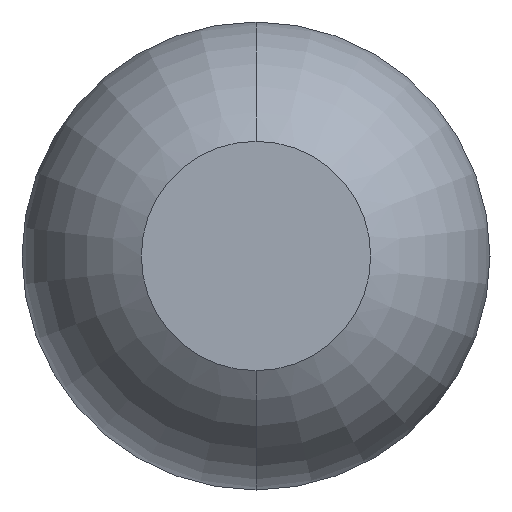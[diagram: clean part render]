
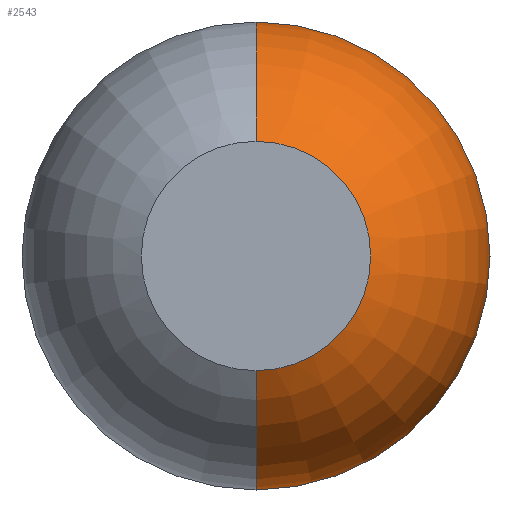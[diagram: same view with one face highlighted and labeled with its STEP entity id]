
A CAD part, front view. The second image highlights one B-rep face of the part: STEP entity #2543.
In plain terms, the highlighted toroidal (fillet/blend) face has major radius 0.01 mm and minor radius 0.5 mm.
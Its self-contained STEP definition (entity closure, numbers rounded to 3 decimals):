
#9 = CIRCLE ( 'NONE', #3565, 0.5 ) ;
#45 = DIRECTION ( 'NONE',  ( 0., -1., 0. ) ) ;
#81 = DIRECTION ( 'NONE',  ( 0., 1., 0. ) ) ;
#150 = AXIS2_PLACEMENT_3D ( 'NONE', #3569, #81, #1823 ) ;
#312 = EDGE_CURVE ( 'Defeature ausgef�hrt1_0+Defeature ausgef�hrt1_13+Defeature ausgef�hrt1_13+Defeature ausgef�hrt1_13', #3083, #1980, #2154, .T. ) ;
#341 = EDGE_CURVE ( 'NONE', #854, #3083, #9, .T. ) ;
#672 = AXIS2_PLACEMENT_3D ( 'NONE', #2493, #1341, #1327 ) ;
#681 = DIRECTION ( 'NONE',  ( 0., 0., -1. ) ) ;
#684 = DIRECTION ( 'NONE',  ( 1., 0., 0. ) ) ;
#713 = CARTESIAN_POINT ( 'NONE',  ( 0., -24.961, 0. ) ) ;
#784 = VERTEX_POINT ( 'NONE', #2895 ) ;
#854 = VERTEX_POINT ( 'NONE', #1802 ) ;
#1327 = DIRECTION ( 'NONE',  ( 0., 0., 1. ) ) ;
#1341 = DIRECTION ( 'NONE',  ( -1., 0., 0. ) ) ;
#1666 = TOROIDAL_SURFACE ( 'NONE', #3761, 0.01, 0.5 ) ;
#1725 = EDGE_CURVE ( 'NONE', #784, #1980, #2026, .T. ) ;
#1794 = ORIENTED_EDGE ( 'NONE', *, *, #1725, .F. ) ;
#1802 = CARTESIAN_POINT ( 'NONE',  ( 0., -24.961, 0.51 ) ) ;
#1823 = DIRECTION ( 'NONE',  ( 0., 0., 1. ) ) ;
#1980 = VERTEX_POINT ( 'NONE', #2332 ) ;
#2026 = CIRCLE ( 'NONE', #672, 0.5 ) ;
#2121 = CARTESIAN_POINT ( 'NONE',  ( 0., -25.4, 0.25 ) ) ;
#2140 = EDGE_LOOP ( 'NONE', ( #3277, #2183, #3275, #1794 ) ) ;
#2154 = CIRCLE ( 'NONE', #150, 0.25 ) ;
#2183 = ORIENTED_EDGE ( 'NONE', *, *, #341, .T. ) ;
#2259 = AXIS2_PLACEMENT_3D ( 'NONE', #2671, #45, #681 ) ;
#2332 = CARTESIAN_POINT ( 'NONE',  ( 0., -25.4, -0.25 ) ) ;
#2423 = EDGE_CURVE ( 'Defeature ausgef�hrt1_0+Defeature ausgef�hrt1_6+Defeature ausgef�hrt1_6+Defeature ausgef�hrt1_6', #784, #854, #2624, .T. ) ;
#2428 = CARTESIAN_POINT ( 'NONE',  ( 0., -24.961, 0.01 ) ) ;
#2493 = CARTESIAN_POINT ( 'NONE',  ( 0., -24.961, -0.01 ) ) ;
#2543 = ADVANCED_FACE ( 'Defeature ausgef�hrt1_0', ( #3084 ), #1666, .T. ) ;
#2624 = CIRCLE ( 'NONE', #2259, 0.51 ) ;
#2671 = CARTESIAN_POINT ( 'NONE',  ( 0., -24.961, 0. ) ) ;
#2763 = DIRECTION ( 'NONE',  ( 0., 0., -1. ) ) ;
#2895 = CARTESIAN_POINT ( 'NONE',  ( 0., -24.961, -0.51 ) ) ;
#3012 = DIRECTION ( 'NONE',  ( 0., 0., -1. ) ) ;
#3083 = VERTEX_POINT ( 'NONE', #2121 ) ;
#3084 = FACE_OUTER_BOUND ( 'NONE', #2140, .T. ) ;
#3275 = ORIENTED_EDGE ( 'NONE', *, *, #312, .T. ) ;
#3277 = ORIENTED_EDGE ( 'NONE', *, *, #2423, .T. ) ;
#3565 = AXIS2_PLACEMENT_3D ( 'NONE', #2428, #684, #3012 ) ;
#3569 = CARTESIAN_POINT ( 'NONE',  ( 0., -25.4, 0. ) ) ;
#3611 = DIRECTION ( 'NONE',  ( 0., -1., 0. ) ) ;
#3761 = AXIS2_PLACEMENT_3D ( 'NONE', #713, #3611, #2763 ) ;
